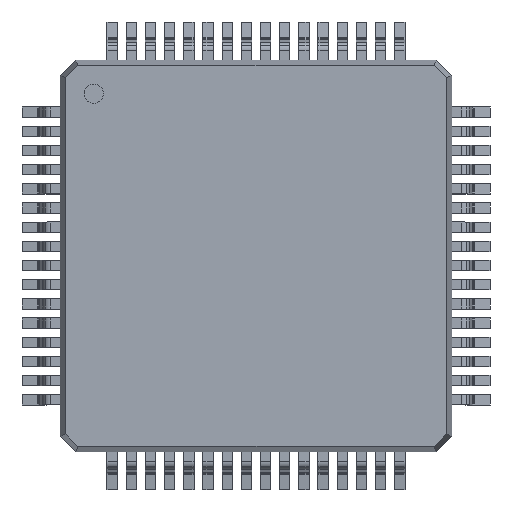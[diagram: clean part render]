
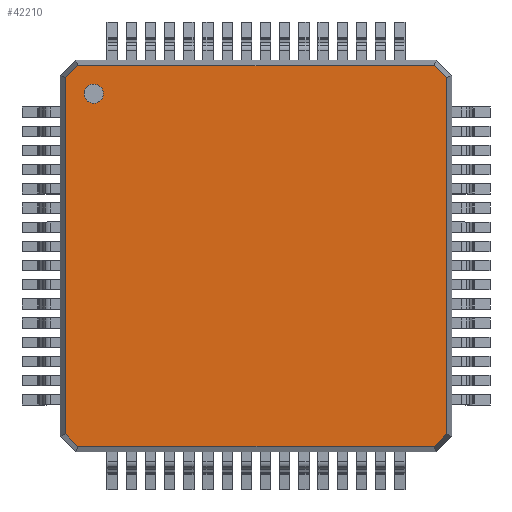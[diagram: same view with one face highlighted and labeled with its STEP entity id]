
A CAD part, top view. The second image highlights one B-rep face of the part: STEP entity #42210.
In plain terms, the highlighted planar face has unit normal (0, 0, 1).
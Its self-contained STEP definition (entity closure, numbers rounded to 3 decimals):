
#41489=CARTESIAN_POINT('',(-3.979,4.229,1.6));
#41490=VERTEX_POINT('',#41489);
#41506=CARTESIAN_POINT('',(-4.479,4.229,1.6));
#41507=VERTEX_POINT('',#41506);
#41514=CARTESIAN_POINT('',(-4.229,4.229,1.6));
#41515=DIRECTION('',(0.0,0.0,-1.0));
#41516=DIRECTION('',(1.0,0.0,0.0));
#41517=AXIS2_PLACEMENT_3D('',#41514,#41515,#41516);
#41518=CIRCLE('',#41517,0.25);
#41519=EDGE_CURVE('',#41490,#41507,#41518,.T.);
#41809=CARTESIAN_POINT('',(-4.959,-4.641,1.6));
#41810=VERTEX_POINT('',#41809);
#41819=CARTESIAN_POINT('',(-4.959,4.641,1.6));
#41820=VERTEX_POINT('',#41819);
#41821=CARTESIAN_POINT('',(-4.959,4.641,1.6));
#41822=DIRECTION('',(0.0,-1.0,0.0));
#41823=VECTOR('',#41822,9.283);
#41824=LINE('',#41821,#41823);
#41825=EDGE_CURVE('',#41810,#41820,#41824,.F.);
#41850=CARTESIAN_POINT('',(-4.641,4.959,1.6));
#41851=VERTEX_POINT('',#41850);
#41852=CARTESIAN_POINT('',(-4.641,4.959,1.6));
#41853=DIRECTION('',(-0.707,-0.707,0.0));
#41854=VECTOR('',#41853,0.449);
#41855=LINE('',#41852,#41854);
#41856=EDGE_CURVE('',#41820,#41851,#41855,.F.);
#41881=CARTESIAN_POINT('',(4.641,4.959,1.6));
#41882=VERTEX_POINT('',#41881);
#41883=CARTESIAN_POINT('',(4.641,4.959,1.6));
#41884=DIRECTION('',(-1.0,0.0,0.0));
#41885=VECTOR('',#41884,9.283);
#41886=LINE('',#41883,#41885);
#41887=EDGE_CURVE('',#41851,#41882,#41886,.F.);
#41910=CARTESIAN_POINT('',(4.959,4.641,1.6));
#41911=VERTEX_POINT('',#41910);
#41912=CARTESIAN_POINT('',(4.959,4.641,1.6));
#41913=DIRECTION('',(-0.707,0.707,0.0));
#41914=VECTOR('',#41913,0.449);
#41915=LINE('',#41912,#41914);
#41916=EDGE_CURVE('',#41882,#41911,#41915,.F.);
#41934=CARTESIAN_POINT('',(4.959,-4.641,1.6));
#41935=VERTEX_POINT('',#41934);
#41936=CARTESIAN_POINT('',(4.959,-4.641,1.6));
#41937=DIRECTION('',(0.0,1.0,0.0));
#41938=VECTOR('',#41937,9.283);
#41939=LINE('',#41936,#41938);
#41940=EDGE_CURVE('',#41911,#41935,#41939,.F.);
#41965=CARTESIAN_POINT('',(4.641,-4.959,1.6));
#41966=VERTEX_POINT('',#41965);
#41967=CARTESIAN_POINT('',(4.641,-4.959,1.6));
#41968=DIRECTION('',(0.707,0.707,0.0));
#41969=VECTOR('',#41968,0.449);
#41970=LINE('',#41967,#41969);
#41971=EDGE_CURVE('',#41935,#41966,#41970,.F.);
#41997=CARTESIAN_POINT('',(-4.641,-4.959,1.6));
#41998=VERTEX_POINT('',#41997);
#42012=CARTESIAN_POINT('',(-4.641,-4.959,1.6));
#42013=DIRECTION('',(1.0,0.0,0.0));
#42014=VECTOR('',#42013,9.283);
#42015=LINE('',#42012,#42014);
#42016=EDGE_CURVE('',#41966,#41998,#42015,.F.);
#42148=CARTESIAN_POINT('',(-4.959,-4.641,1.6));
#42149=DIRECTION('',(0.707,-0.707,0.0));
#42150=VECTOR('',#42149,0.449);
#42151=LINE('',#42148,#42150);
#42152=EDGE_CURVE('',#41998,#41810,#42151,.F.);
#42163=CARTESIAN_POINT('',(-4.229,4.229,1.6));
#42164=DIRECTION('',(0.0,0.0,-1.0));
#42165=DIRECTION('',(1.0,0.0,0.0));
#42166=AXIS2_PLACEMENT_3D('',#42163,#42164,#42165);
#42167=CIRCLE('',#42166,0.25);
#42168=EDGE_CURVE('',#41507,#41490,#42167,.T.);
#42191=CARTESIAN_POINT('',(0.,0.,1.6));
#42192=DIRECTION('',(0.0,0.0,1.0));
#42193=DIRECTION('',(1.0,0.0,0.0));
#42194=AXIS2_PLACEMENT_3D('',#42191,#42192,#42193);
#42195=PLANE('',#42194);
#42196=ORIENTED_EDGE('',*,*,#42152,.F.);
#42197=ORIENTED_EDGE('',*,*,#42016,.F.);
#42198=ORIENTED_EDGE('',*,*,#41971,.F.);
#42199=ORIENTED_EDGE('',*,*,#41940,.F.);
#42200=ORIENTED_EDGE('',*,*,#41916,.F.);
#42201=ORIENTED_EDGE('',*,*,#41887,.F.);
#42202=ORIENTED_EDGE('',*,*,#41856,.F.);
#42203=ORIENTED_EDGE('',*,*,#41825,.F.);
#42204=EDGE_LOOP('',(#42196,#42197,#42198,#42199,#42200,#42201,#42202,#42203));
#42205=FACE_OUTER_BOUND('',#42204,.T.);
#42206=ORIENTED_EDGE('',*,*,#41519,.T.);
#42207=ORIENTED_EDGE('',*,*,#42168,.T.);
#42208=EDGE_LOOP('',(#42206,#42207));
#42209=FACE_BOUND('',#42208,.T.);
#42210=ADVANCED_FACE('',(#42205,#42209),#42195,.T.);
